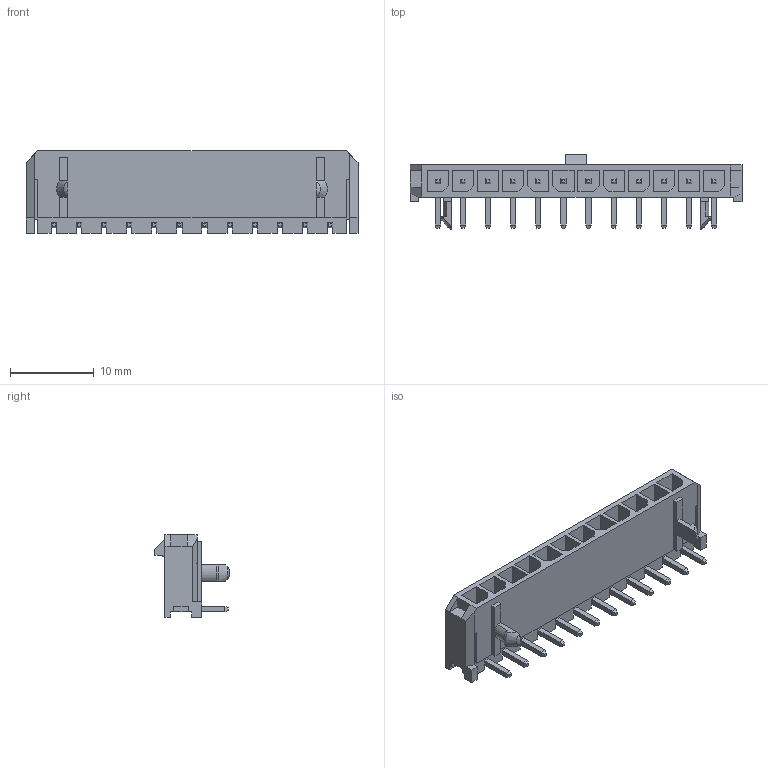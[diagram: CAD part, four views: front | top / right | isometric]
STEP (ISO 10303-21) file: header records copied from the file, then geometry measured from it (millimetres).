
FILE_DESCRIPTION((''),'2;1');
FILE_NAME('436501202','2020-10-20T',('me'),(''),'PRO/ENGINEER BY PARAMETRIC TECHNOLOGY CORPORATION, 2016010','PRO/ENGINEER BY PARAMETRIC TECHNOLOGY CORPORATION, 2016010','');
FILE_SCHEMA(('CONFIG_CONTROL_DESIGN'));
Length unit declared in the file: millimetre
Products named in the file (1): 436501202
Bounding box: 39.65 x 8.9 x 9.9 mm (x, y, z)
Volume: 935.8 mm3; surface area: 2411.2 mm2
Topology: 2 solids, 2 shells, 639 faces, 1656 edges, 1048 vertices
Faces by surface type: plane 630, cylinder 5, cone 2, bspline 2
Entity records: 18957 total; most frequent: CARTESIAN_POINT 3430, ORIENTED_EDGE 3252, DIRECTION 2964, EDGE_CURVE 1626, VECTOR 1604, LINE 1604, VERTEX_POINT 1016, AXIS2_PLACEMENT_3D 680
